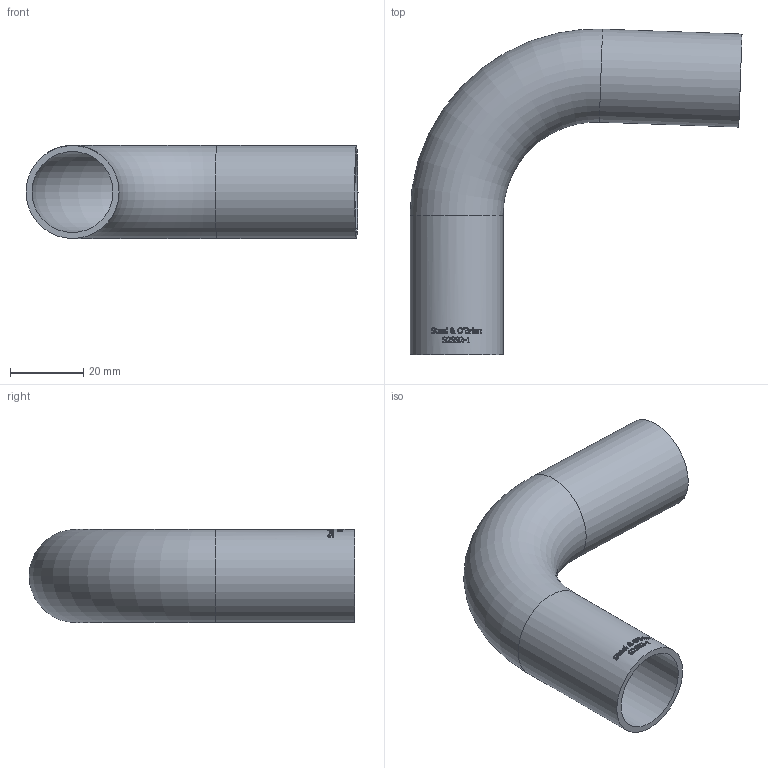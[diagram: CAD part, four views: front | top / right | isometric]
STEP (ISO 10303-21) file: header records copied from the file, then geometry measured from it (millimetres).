
FILE_DESCRIPTION(/* description */ (''),/* implementation_level */ '2;1');
FILE_NAME(/* name */ 'S2S92-1.stp',/* time_stamp */ '2018-11-27T16:11:52-05:00',/* author */ ('ken'),/* organization */ (''),/* preprocessor_version */ 'ST-DEVELOPER v15.2',/* originating_system */ 'Autodesk Inventor 2014',/* authorisation */ '');
FILE_SCHEMA (('AUTOMOTIVE_DESIGN { 1 0 10303 214 3 1 1 }'));
Length unit declared in the file: inch
Products named in the file (1): S2S92-1
Bounding box: 90.65 x 88.87 x 25.4 mm (x, y, z)
Volume: 16920.8 mm3; surface area: 20761.6 mm2
Topology: 1 solids, 1 shells, 347 faces, 941 edges, 626 vertices
Faces by surface type: bspline 193, plane 118, cylinder 34, torus 2
Full cylindrical faces by diameter (mm): 22.098 x2, 25.4 x2
Entity records: 14386 total; most frequent: CARTESIAN_POINT 6801, ORIENTED_EDGE 1870, DIRECTION 993, EDGE_CURVE 935, VERTEX_POINT 626, LINE 415, VECTOR 415, B_SPLINE_CURVE_WITH_KNOTS 386
